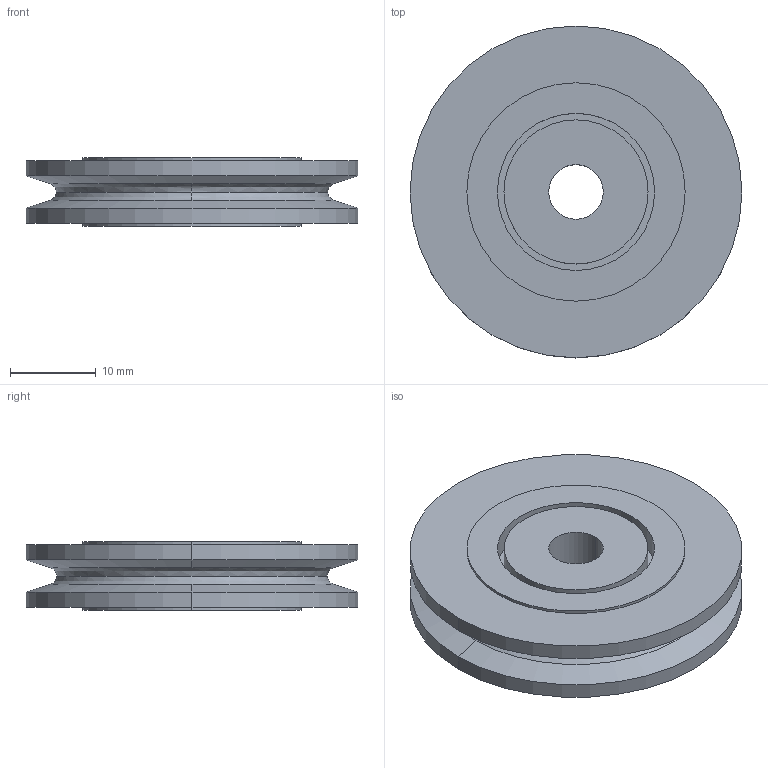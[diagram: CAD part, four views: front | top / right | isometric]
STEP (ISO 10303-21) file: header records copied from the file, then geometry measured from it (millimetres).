
FILE_DESCRIPTION((''),'2;1');
FILE_NAME('Cable Pulley.stp','2008-01-03T17:10:33',('Owner'),(''),'Autodesk Inventor (R) 6.0','Autodesk Inventor (R) 6.0','');
FILE_SCHEMA(('AUTOMOTIVE_DESIGN { 1 0 10303 214 1 1 1 1 }'));
Length unit declared in the file: inch
Products named in the file (3): Cable Pulley; Cable Pulley Bearing
Assembly tree (2 placements, depth 2):
  Cable Pulley
    Cable Pulley Bearing
    Cable Pulley
Bounding box: 38.61 x 38.61 x 7.92 mm (x, y, z)
Volume: 7362.1 mm3; surface area: 5603.4 mm2
Topology: 2 solids, 2 shells, 34 faces, 72 edges, 46 vertices
Faces by surface type: cylinder 18, plane 8, bspline 4, cone 4
Entity records: 1195 total; most frequent: CARTESIAN_POINT 333, DIRECTION 192, ORIENTED_EDGE 144, AXIS2_PLACEMENT_3D 85, EDGE_CURVE 72, CIRCLE 50, VERTEX_POINT 46, EDGE_LOOP 42
